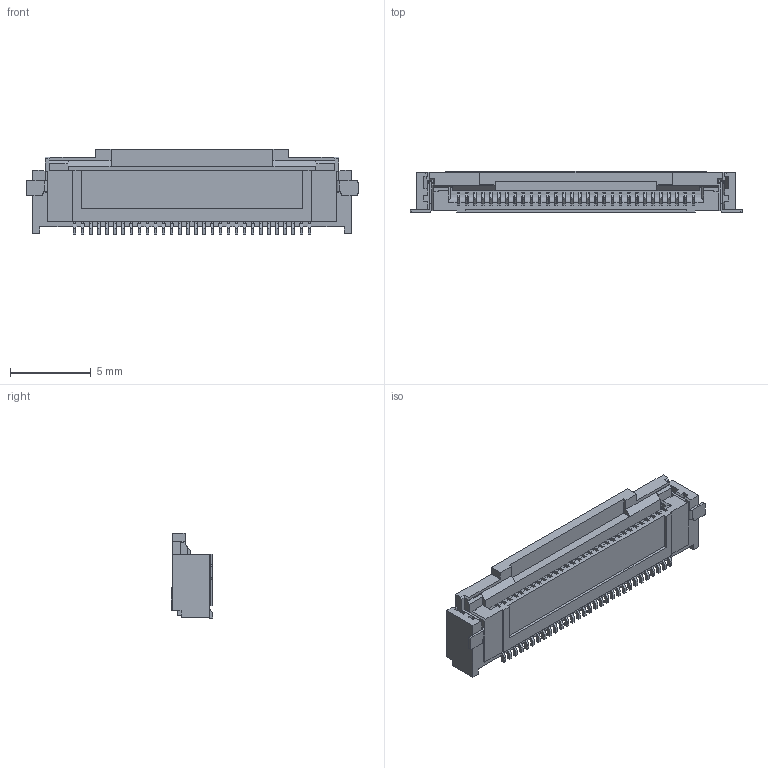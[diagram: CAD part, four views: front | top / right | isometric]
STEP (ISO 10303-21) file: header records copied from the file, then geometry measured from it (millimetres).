
FILE_DESCRIPTION((''),'2;1');
FILE_NAME('5027903091','2009-04-22T',('gga'),(''),'PRO/ENGINEER BY PARAMETRIC TECHNOLOGY CORPORATION, 2003451','PRO/ENGINEER BY PARAMETRIC TECHNOLOGY CORPORATION, 2003451','');
FILE_SCHEMA(('CONFIG_CONTROL_DESIGN'));
Products named in the file (1): 5027903091
Bounding box: 20.5 x 2.55 x 5.3 mm (x, y, z)
Volume: 136.3 mm3; surface area: 931.4 mm2
Topology: 2 solids, 2 shells, 3067 faces, 9465 edges, 6308 vertices
Faces by surface type: plane 2562, cylinder 505
Entity records: 104192 total; most frequent: CARTESIAN_POINT 18719, ORIENTED_EDGE 18674, DIRECTION 16609, EDGE_CURVE 9337, VECTOR 8453, LINE 8453, VERTEX_POINT 6180, AXIS2_PLACEMENT_3D 4078
